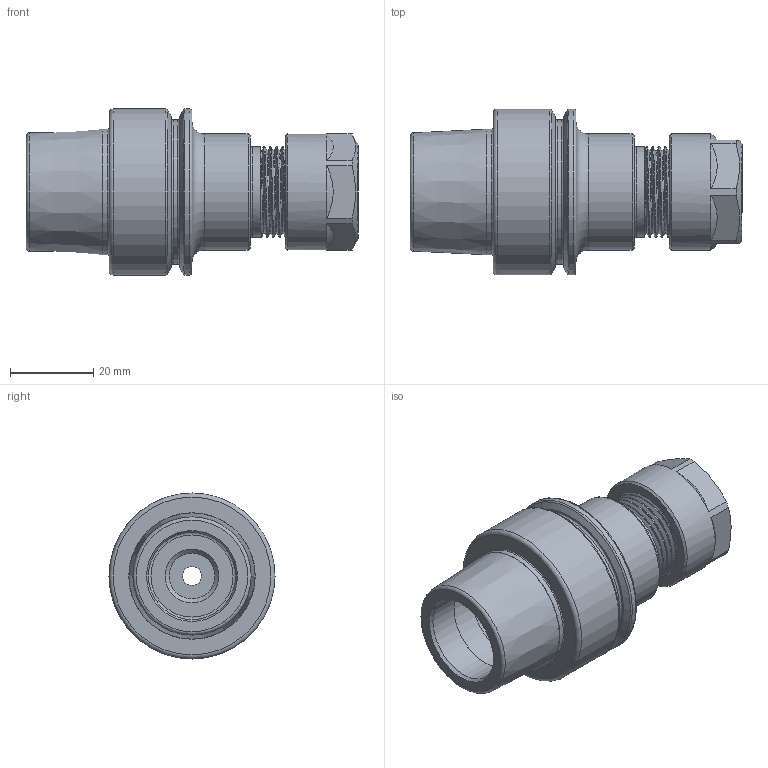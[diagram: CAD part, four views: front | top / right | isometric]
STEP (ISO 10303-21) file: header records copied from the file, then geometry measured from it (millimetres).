
FILE_DESCRIPTION(/* description */ (''),/* implementation_level */ '2;1');
FILE_NAME(/* name */ 'HSK040E-ER16H-060.step',/* time_stamp */ '2022-01-18T14:24:42-06:00',/* author */ (''),/* organization */ (''),/* preprocessor_version */ 'ST-DEVELOPER v18.1',/* originating_system */ 'Autodesk Translation Framework v10.10.0.1391',/* authorisation */ '');
FILE_SCHEMA (('AUTOMOTIVE_DESIGN { 1 0 10303 214 3 1 1 }'));
Length unit declared in the file: millimetre
Products named in the file (2): HSK040E-ER16H-060; NUT ERN16H
Assembly tree (1 placements, depth 2):
  HSK040E-ER16H-060
    NUT ERN16H
Bounding box: 80 x 40 x 40 mm (x, y, z)
Volume: 41005.2 mm3; surface area: 16904.1 mm2
Topology: 2 solids, 2 shells, 110 faces, 262 edges, 169 vertices
Faces by surface type: cylinder 38, plane 31, cone 21, torus 18, bspline 2
Full cylindrical faces by diameter (mm): 4.5 x1, 10.5 x1, 11 x1, 11.21 x1, 12.552 x1, 13 x1, 14.64 x1, 18.5 x1, 20.137 x7, 20.5 x1, 21 x2, 21.85 x9, 23.56 x1, 25.5 x1, 28 x2, 30.208 x1, 34.8 x1, 40 x2
Entity records: 5534 total; most frequent: CARTESIAN_POINT 2942, DIRECTION 554, ORIENTED_EDGE 524, EDGE_CURVE 262, AXIS2_PLACEMENT_3D 242, VERTEX_POINT 169, CIRCLE 131, EDGE_LOOP 127
